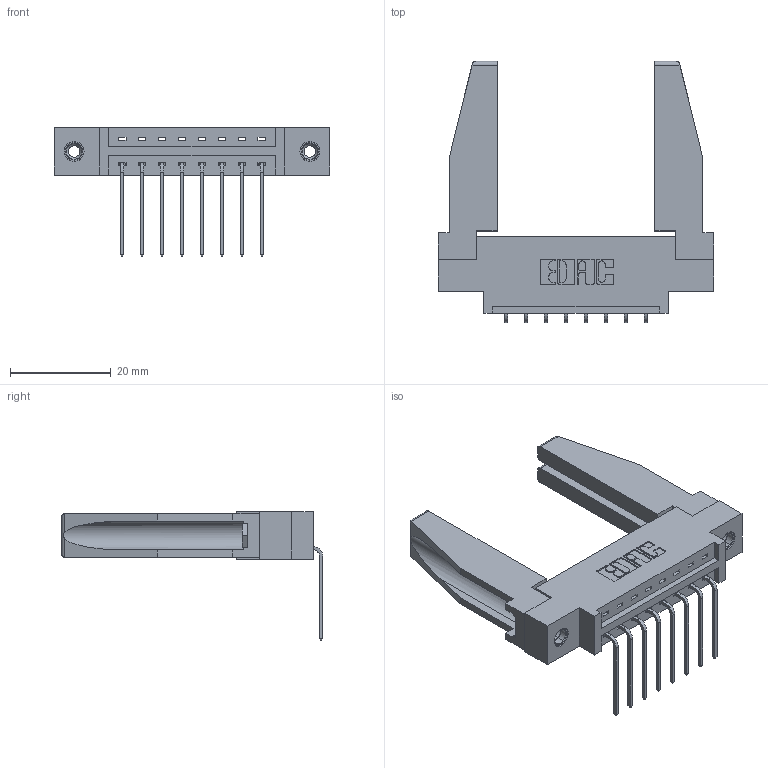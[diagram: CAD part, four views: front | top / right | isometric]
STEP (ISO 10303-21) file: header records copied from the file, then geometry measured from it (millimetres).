
FILE_DESCRIPTION (( 'STEP AP203' ), '1' );
FILE_NAME ('387-008-559-678.STEP', '2019-10-02T04:26:05', ( '' ), ( '' ), 'SwSTEP 2.0', 'SolidWorks 2016', '' );
FILE_SCHEMA (( 'CONFIG_CONTROL_DESIGN' ));
Length unit declared in the file: inch
Products named in the file (5): 387-008-559-678; 345-292-001_558 559 Tail - 1; 307-220-078; 337 Part_0.170 Offset - 0.156 Dia-TI; 345-250-001_345-250-001-102
Assembly tree (13 placements, depth 2):
  387-008-559-678
    337 Part_0.170 Offset - 0.156 Dia-TI
    345-292-001_558 559 Tail - 1  x8
    345-250-001_345-250-001-102  x2
    307-220-078  x2
Bounding box: 54.71 x 51.88 x 25.53 mm (x, y, z)
Volume: 9163.4 mm3; surface area: 9250.8 mm2
Topology: 13 solids, 13 shells, 760 faces, 2205 edges, 1450 vertices
Faces by surface type: plane 542, cylinder 202, cone 12, torus 4
Entity records: 13000 total; most frequent: CARTESIAN_POINT 2256, ORIENTED_EDGE 2156, DIRECTION 1978, EDGE_CURVE 1078, VECTOR 912, LINE 912, VERTEX_POINT 712, AXIS2_PLACEMENT_3D 533
